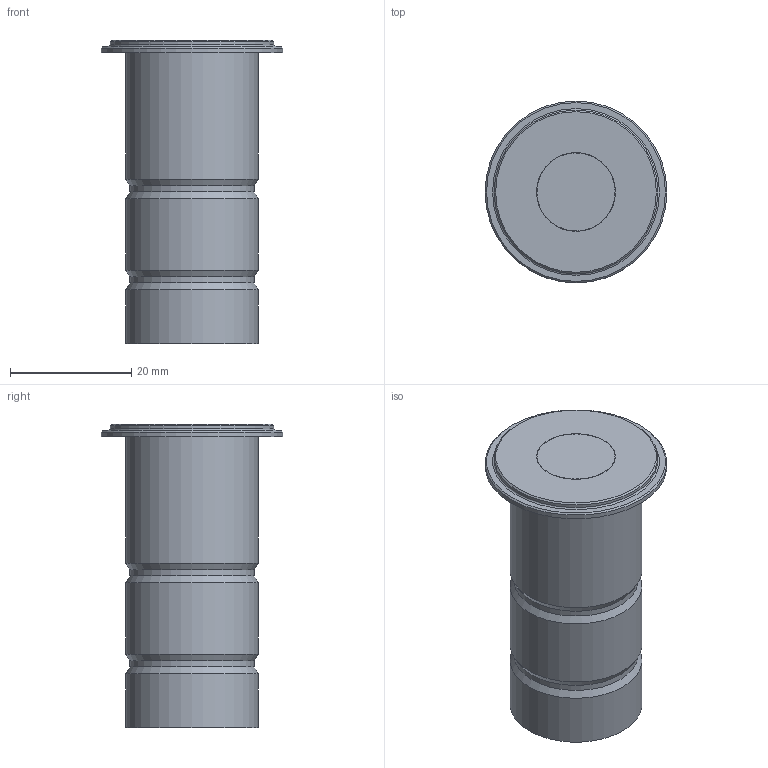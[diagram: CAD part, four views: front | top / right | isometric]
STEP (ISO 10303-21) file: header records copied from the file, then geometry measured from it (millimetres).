
FILE_DESCRIPTION(/* description */ ('OLDA FS R12 - Dust-excluding floor socket, round'),/* implementation_level */ '2;1');
FILE_NAME(/* name */ '20-117-1201-X-3D.stp',/* time_stamp */ '2021-04-28T14:20:48+02:00',/* author */ ('Bo'),/* organization */ (''),/* preprocessor_version */ 'ST-DEVELOPER v18.1',/* originating_system */ 'Autodesk Inventor 2021',/* authorisation */ '');
FILE_SCHEMA (('CONFIG_CONTROL_DESIGN'));
Length unit declared in the file: inch
Products named in the file (1): 20-117-1201
Bounding box: 30 x 30 x 50 mm (x, y, z)
Volume: 12231.2 mm3; surface area: 10198.9 mm2
Topology: 1 solids, 2 shells, 43 faces, 109 edges, 78 vertices
Faces by surface type: plane 14, cylinder 14, cone 11, torus 3, bspline 1
Full cylindrical faces by diameter (mm): 8.5 x1, 12.9 x1, 13 x1, 17.95 x1, 18 x1, 20 x1, 20.3 x1, 20.5 x2, 21.8 x3, 27 x1, 30 x1
Entity records: 3248 total; most frequent: CARTESIAN_POINT 2039, DIRECTION 263, ORIENTED_EDGE 216, AXIS2_PLACEMENT_3D 118, EDGE_CURVE 108, VERTEX_POINT 78, CIRCLE 75, EDGE_LOOP 52
